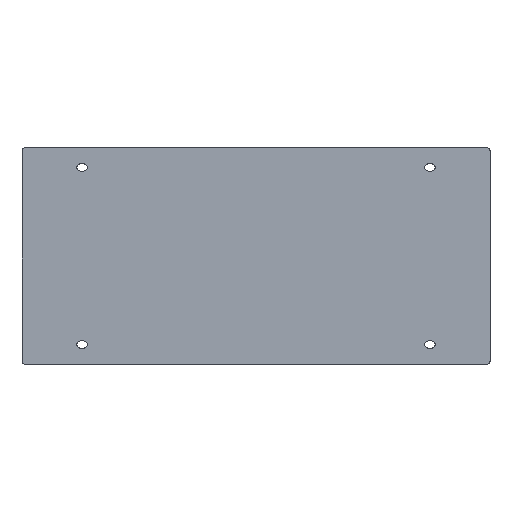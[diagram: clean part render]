
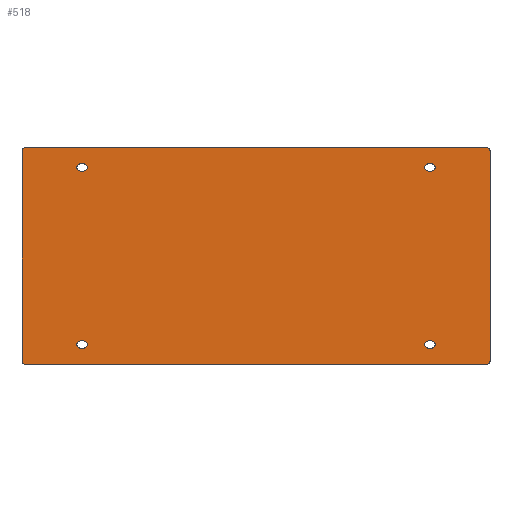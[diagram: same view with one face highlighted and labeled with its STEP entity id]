
A CAD part, top view. The second image highlights one B-rep face of the part: STEP entity #518.
In plain terms, the highlighted planar face has unit normal (0, 0, 1).
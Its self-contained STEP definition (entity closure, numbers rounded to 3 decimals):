
#19=FACE_BOUND('',#93,.T.);
#20=FACE_BOUND('',#94,.T.);
#21=FACE_BOUND('',#95,.T.);
#22=FACE_BOUND('',#96,.T.);
#36=PLANE('',#576);
#62=FACE_OUTER_BOUND('',#92,.T.);
#92=EDGE_LOOP('',(#457,#458,#459,#460,#461,#462,#463,#464));
#93=EDGE_LOOP('',(#465,#466,#467,#468));
#94=EDGE_LOOP('',(#469,#470,#471,#472));
#95=EDGE_LOOP('',(#473,#474,#475,#476));
#96=EDGE_LOOP('',(#477,#478,#479,#480));
#111=LINE('',#785,#159);
#116=LINE('',#799,#164);
#121=LINE('',#810,#169);
#124=LINE('',#818,#172);
#127=LINE('',#826,#175);
#130=LINE('',#834,#178);
#133=LINE('',#842,#181);
#136=LINE('',#850,#184);
#139=LINE('',#858,#187);
#142=LINE('',#866,#190);
#143=LINE('',#870,#191);
#144=LINE('',#872,#192);
#159=VECTOR('',#625,10.);
#164=VECTOR('',#640,10.);
#169=VECTOR('',#651,10.);
#172=VECTOR('',#660,10.);
#175=VECTOR('',#669,10.);
#178=VECTOR('',#678,10.);
#181=VECTOR('',#687,10.);
#184=VECTOR('',#696,10.);
#187=VECTOR('',#705,10.);
#190=VECTOR('',#714,10.);
#191=VECTOR('',#721,10.);
#192=VECTOR('',#724,10.);
#194=CIRCLE('',#529,2.);
#206=CIRCLE('',#544,2.);
#207=CIRCLE('',#546,2.);
#208=CIRCLE('',#549,2.);
#209=CIRCLE('',#552,2.25);
#210=CIRCLE('',#555,2.25);
#211=CIRCLE('',#558,2.25);
#212=CIRCLE('',#561,2.25);
#213=CIRCLE('',#564,2.25);
#214=CIRCLE('',#567,2.25);
#215=CIRCLE('',#570,2.25);
#216=CIRCLE('',#573,2.25);
#219=VERTEX_POINT('',#732);
#220=VERTEX_POINT('',#734);
#243=VERTEX_POINT('',#784);
#244=VERTEX_POINT('',#788);
#245=VERTEX_POINT('',#792);
#246=VERTEX_POINT('',#794);
#247=VERTEX_POINT('',#798);
#248=VERTEX_POINT('',#802);
#249=VERTEX_POINT('',#806);
#250=VERTEX_POINT('',#808);
#251=VERTEX_POINT('',#812);
#252=VERTEX_POINT('',#816);
#253=VERTEX_POINT('',#822);
#254=VERTEX_POINT('',#824);
#255=VERTEX_POINT('',#828);
#256=VERTEX_POINT('',#832);
#257=VERTEX_POINT('',#838);
#258=VERTEX_POINT('',#840);
#259=VERTEX_POINT('',#844);
#260=VERTEX_POINT('',#848);
#261=VERTEX_POINT('',#854);
#262=VERTEX_POINT('',#856);
#263=VERTEX_POINT('',#860);
#264=VERTEX_POINT('',#864);
#267=EDGE_CURVE('',#219,#220,#194,.T.);
#292=EDGE_CURVE('',#243,#220,#111,.T.);
#294=EDGE_CURVE('',#243,#244,#206,.T.);
#297=EDGE_CURVE('',#245,#246,#207,.T.);
#299=EDGE_CURVE('',#247,#246,#116,.T.);
#301=EDGE_CURVE('',#247,#248,#208,.T.);
#305=EDGE_CURVE('',#249,#250,#121,.T.);
#307=EDGE_CURVE('',#250,#251,#209,.T.);
#309=EDGE_CURVE('',#251,#252,#124,.T.);
#310=EDGE_CURVE('',#252,#249,#210,.T.);
#313=EDGE_CURVE('',#253,#254,#127,.T.);
#315=EDGE_CURVE('',#254,#255,#211,.T.);
#317=EDGE_CURVE('',#255,#256,#130,.T.);
#318=EDGE_CURVE('',#256,#253,#212,.T.);
#321=EDGE_CURVE('',#257,#258,#133,.T.);
#323=EDGE_CURVE('',#258,#259,#213,.T.);
#325=EDGE_CURVE('',#259,#260,#136,.T.);
#326=EDGE_CURVE('',#260,#257,#214,.T.);
#329=EDGE_CURVE('',#261,#262,#139,.T.);
#331=EDGE_CURVE('',#262,#263,#215,.T.);
#333=EDGE_CURVE('',#263,#264,#142,.T.);
#334=EDGE_CURVE('',#264,#261,#216,.T.);
#335=EDGE_CURVE('',#245,#244,#143,.T.);
#336=EDGE_CURVE('',#219,#248,#144,.T.);
#457=ORIENTED_EDGE('',*,*,#267,.F.);
#458=ORIENTED_EDGE('',*,*,#336,.T.);
#459=ORIENTED_EDGE('',*,*,#301,.F.);
#460=ORIENTED_EDGE('',*,*,#299,.T.);
#461=ORIENTED_EDGE('',*,*,#297,.F.);
#462=ORIENTED_EDGE('',*,*,#335,.T.);
#463=ORIENTED_EDGE('',*,*,#294,.F.);
#464=ORIENTED_EDGE('',*,*,#292,.T.);
#465=ORIENTED_EDGE('',*,*,#305,.T.);
#466=ORIENTED_EDGE('',*,*,#307,.T.);
#467=ORIENTED_EDGE('',*,*,#309,.T.);
#468=ORIENTED_EDGE('',*,*,#310,.T.);
#469=ORIENTED_EDGE('',*,*,#313,.T.);
#470=ORIENTED_EDGE('',*,*,#315,.T.);
#471=ORIENTED_EDGE('',*,*,#317,.T.);
#472=ORIENTED_EDGE('',*,*,#318,.T.);
#473=ORIENTED_EDGE('',*,*,#321,.T.);
#474=ORIENTED_EDGE('',*,*,#323,.T.);
#475=ORIENTED_EDGE('',*,*,#325,.T.);
#476=ORIENTED_EDGE('',*,*,#326,.T.);
#477=ORIENTED_EDGE('',*,*,#329,.T.);
#478=ORIENTED_EDGE('',*,*,#331,.T.);
#479=ORIENTED_EDGE('',*,*,#333,.T.);
#480=ORIENTED_EDGE('',*,*,#334,.T.);
#518=ADVANCED_FACE('',(#62,#19,#20,#21,#22),#36,.T.);
#529=AXIS2_PLACEMENT_3D('',#735,#584,#585);
#544=AXIS2_PLACEMENT_3D('',#789,#629,#630);
#546=AXIS2_PLACEMENT_3D('',#795,#635,#636);
#549=AXIS2_PLACEMENT_3D('',#803,#644,#645);
#552=AXIS2_PLACEMENT_3D('',#814,#655,#656);
#555=AXIS2_PLACEMENT_3D('',#820,#663,#664);
#558=AXIS2_PLACEMENT_3D('',#830,#673,#674);
#561=AXIS2_PLACEMENT_3D('',#836,#681,#682);
#564=AXIS2_PLACEMENT_3D('',#846,#691,#692);
#567=AXIS2_PLACEMENT_3D('',#852,#699,#700);
#570=AXIS2_PLACEMENT_3D('',#862,#709,#710);
#573=AXIS2_PLACEMENT_3D('',#868,#717,#718);
#576=AXIS2_PLACEMENT_3D('',#873,#725,#726);
#584=DIRECTION('center_axis',(0.,0.,-1.));
#585=DIRECTION('ref_axis',(0.707,0.707,0.));
#625=DIRECTION('',(0.,1.,0.));
#629=DIRECTION('center_axis',(0.,0.,-1.));
#630=DIRECTION('ref_axis',(0.707,-0.707,0.));
#635=DIRECTION('center_axis',(0.,0.,-1.));
#636=DIRECTION('ref_axis',(-0.707,-0.707,0.));
#640=DIRECTION('',(0.,-1.,0.));
#644=DIRECTION('center_axis',(0.,0.,-1.));
#645=DIRECTION('ref_axis',(-0.707,0.707,0.));
#651=DIRECTION('',(1.,0.,0.));
#655=DIRECTION('center_axis',(0.,0.,-1.));
#656=DIRECTION('ref_axis',(0.,-1.,0.));
#660=DIRECTION('',(-1.,0.,0.));
#663=DIRECTION('center_axis',(0.,0.,-1.));
#664=DIRECTION('ref_axis',(0.,1.,0.));
#669=DIRECTION('',(1.,0.,0.));
#673=DIRECTION('center_axis',(0.,0.,-1.));
#674=DIRECTION('ref_axis',(0.,-1.,0.));
#678=DIRECTION('',(-1.,0.,0.));
#681=DIRECTION('center_axis',(0.,0.,-1.));
#682=DIRECTION('ref_axis',(0.,1.,0.));
#687=DIRECTION('',(1.,0.,0.));
#691=DIRECTION('center_axis',(0.,0.,-1.));
#692=DIRECTION('ref_axis',(0.,-1.,0.));
#696=DIRECTION('',(-1.,0.,0.));
#699=DIRECTION('center_axis',(0.,0.,-1.));
#700=DIRECTION('ref_axis',(0.,1.,0.));
#705=DIRECTION('',(1.,0.,0.));
#709=DIRECTION('center_axis',(0.,0.,-1.));
#710=DIRECTION('ref_axis',(0.,-1.,0.));
#714=DIRECTION('',(-1.,0.,0.));
#717=DIRECTION('center_axis',(0.,0.,-1.));
#718=DIRECTION('ref_axis',(0.,1.,0.));
#721=DIRECTION('',(1.,0.,0.));
#724=DIRECTION('',(-1.,0.,0.));
#725=DIRECTION('center_axis',(0.,0.,1.));
#726=DIRECTION('ref_axis',(1.,0.,0.));
#732=CARTESIAN_POINT('',(146.,68.5,1.25));
#734=CARTESIAN_POINT('',(148.,66.5,1.25));
#735=CARTESIAN_POINT('Origin',(146.,66.5,1.25));
#784=CARTESIAN_POINT('',(148.,-66.5,1.25));
#785=CARTESIAN_POINT('',(148.,68.5,1.25));
#788=CARTESIAN_POINT('',(146.,-68.5,1.25));
#789=CARTESIAN_POINT('Origin',(146.,-66.5,1.25));
#792=CARTESIAN_POINT('',(-146.,-68.5,1.25));
#794=CARTESIAN_POINT('',(-148.,-66.5,1.25));
#795=CARTESIAN_POINT('Origin',(-146.,-66.5,1.25));
#798=CARTESIAN_POINT('',(-148.,66.5,1.25));
#799=CARTESIAN_POINT('',(-148.,-68.5,1.25));
#802=CARTESIAN_POINT('',(-146.,68.5,1.25));
#803=CARTESIAN_POINT('Origin',(-146.,66.5,1.25));
#806=CARTESIAN_POINT('',(-111.,-53.75,1.25));
#808=CARTESIAN_POINT('',(-109.,-53.75,1.25));
#810=CARTESIAN_POINT('',(-54.5,-53.75,1.25));
#812=CARTESIAN_POINT('',(-109.,-58.25,1.25));
#814=CARTESIAN_POINT('Origin',(-109.,-56.,1.25));
#816=CARTESIAN_POINT('',(-111.,-58.25,1.25));
#818=CARTESIAN_POINT('',(-55.5,-58.25,1.25));
#820=CARTESIAN_POINT('Origin',(-111.,-56.,1.25));
#822=CARTESIAN_POINT('',(109.,-53.75,1.25));
#824=CARTESIAN_POINT('',(111.,-53.75,1.25));
#826=CARTESIAN_POINT('',(55.5,-53.75,1.25));
#828=CARTESIAN_POINT('',(111.,-58.25,1.25));
#830=CARTESIAN_POINT('Origin',(111.,-56.,1.25));
#832=CARTESIAN_POINT('',(109.,-58.25,1.25));
#834=CARTESIAN_POINT('',(54.5,-58.25,1.25));
#836=CARTESIAN_POINT('Origin',(109.,-56.,1.25));
#838=CARTESIAN_POINT('',(109.,58.25,1.25));
#840=CARTESIAN_POINT('',(111.,58.25,1.25));
#842=CARTESIAN_POINT('',(55.5,58.25,1.25));
#844=CARTESIAN_POINT('',(111.,53.75,1.25));
#846=CARTESIAN_POINT('Origin',(111.,56.,1.25));
#848=CARTESIAN_POINT('',(109.,53.75,1.25));
#850=CARTESIAN_POINT('',(54.5,53.75,1.25));
#852=CARTESIAN_POINT('Origin',(109.,56.,1.25));
#854=CARTESIAN_POINT('',(-111.,58.25,1.25));
#856=CARTESIAN_POINT('',(-109.,58.25,1.25));
#858=CARTESIAN_POINT('',(-54.5,58.25,1.25));
#860=CARTESIAN_POINT('',(-109.,53.75,1.25));
#862=CARTESIAN_POINT('Origin',(-109.,56.,1.25));
#864=CARTESIAN_POINT('',(-111.,53.75,1.25));
#866=CARTESIAN_POINT('',(-55.5,53.75,1.25));
#868=CARTESIAN_POINT('Origin',(-111.,56.,1.25));
#870=CARTESIAN_POINT('',(148.,-68.5,1.25));
#872=CARTESIAN_POINT('',(-148.,68.5,1.25));
#873=CARTESIAN_POINT('Origin',(0.,0.,
1.25));
